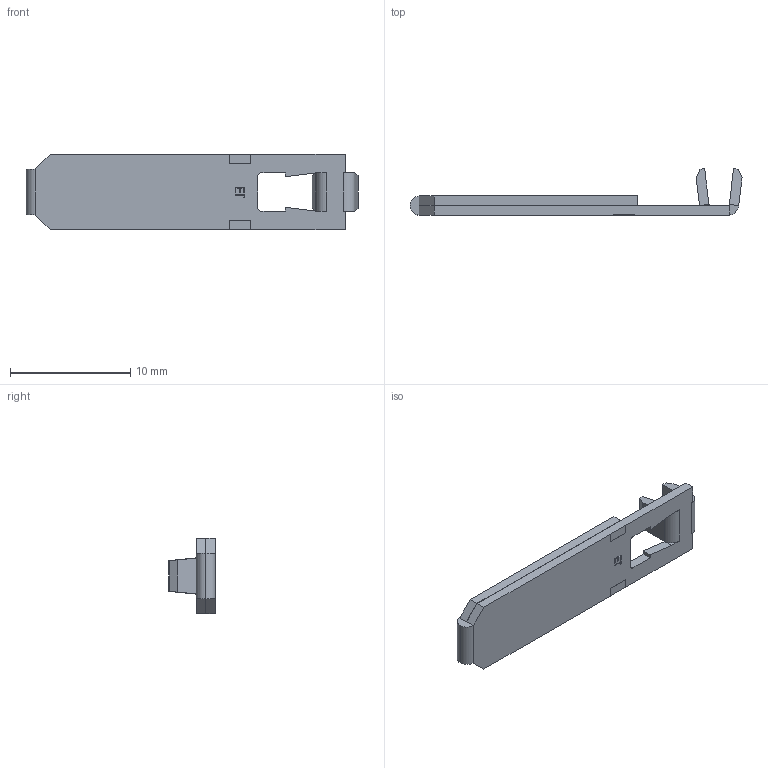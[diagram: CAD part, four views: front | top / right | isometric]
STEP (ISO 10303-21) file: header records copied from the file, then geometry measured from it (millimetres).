
FILE_DESCRIPTION (( 'STEP AP203' ), '1' );
FILE_NAME ('09861.STEP', '2015-02-23T15:47:05', ( '' ), ( '' ), 'SwSTEP 2.0', 'SolidWorks 2014', '' );
FILE_SCHEMA (( 'CONFIG_CONTROL_DESIGN' ));
Length unit declared in the file: inch
Products named in the file (1): 09861
Bounding box: 27.64 x 3.87 x 6.3 mm (x, y, z)
Volume: 221.6 mm3; surface area: 670.5 mm2
Topology: 1 solids, 1 shells, 141 faces, 352 edges, 214 vertices
Faces by surface type: plane 107, cylinder 22, cone 12
Entity records: 4157 total; most frequent: CARTESIAN_POINT 732, ORIENTED_EDGE 704, DIRECTION 672, EDGE_CURVE 352, VECTOR 300, LINE 300, VERTEX_POINT 214, AXIS2_PLACEMENT_3D 186
